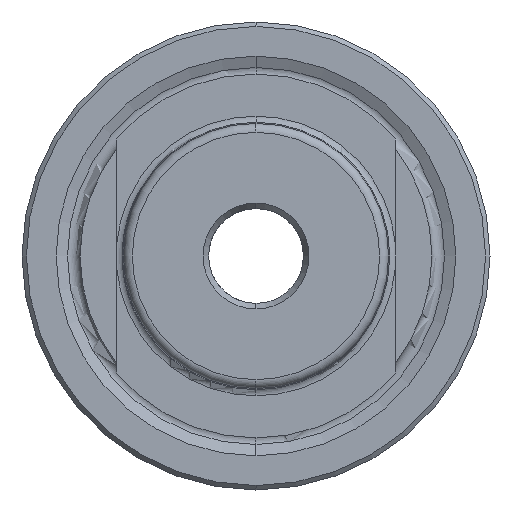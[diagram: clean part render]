
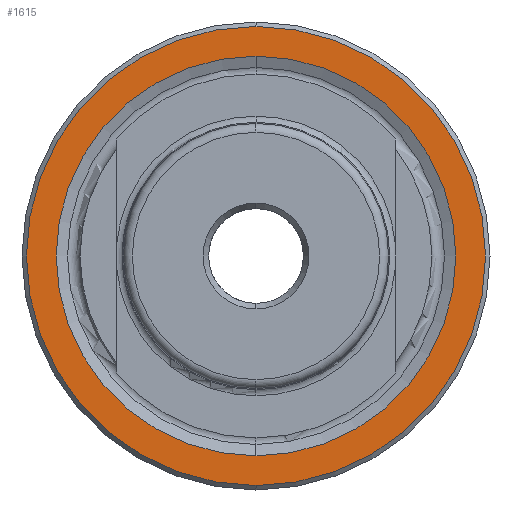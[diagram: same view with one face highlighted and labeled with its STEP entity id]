
A CAD part, left-side view. The second image highlights one B-rep face of the part: STEP entity #1615.
In plain terms, the highlighted planar face has unit normal (-1, 0, 0).
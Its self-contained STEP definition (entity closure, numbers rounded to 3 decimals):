
#363 = FACE_BOUND ( 'NONE', #478, .T. ) ;
#478 = EDGE_LOOP ( 'NONE', ( #1036, #899 ) ) ;
#523 = FACE_OUTER_BOUND ( 'NONE', #3427, .T. ) ;
#639 = DIRECTION ( 'NONE',  ( 0., 0., 1. ) ) ;
#664 = DIRECTION ( 'NONE',  ( -1., 0., 0. ) ) ;
#675 = CARTESIAN_POINT ( 'NONE',  ( 24., 0., 0. ) ) ;
#684 = CIRCLE ( 'NONE', #3143, 20.6 ) ;
#772 = CARTESIAN_POINT ( 'NONE',  ( 24., 0., 20.6 ) ) ;
#805 = ORIENTED_EDGE ( 'NONE', *, *, #4055, .T. ) ;
#851 = ORIENTED_EDGE ( 'NONE', *, *, #2804, .T. ) ;
#853 = DIRECTION ( 'NONE',  ( 0., 0., 1. ) ) ;
#863 = DIRECTION ( 'NONE',  ( -1., 0., 0. ) ) ;
#880 = CARTESIAN_POINT ( 'NONE',  ( 24., 0., 0. ) ) ;
#899 = ORIENTED_EDGE ( 'NONE', *, *, #3861, .F. ) ;
#1036 = ORIENTED_EDGE ( 'NONE', *, *, #2858, .F. ) ;
#1167 = AXIS2_PLACEMENT_3D ( 'NONE', #3165, #3137, #3065 ) ;
#1304 = DIRECTION ( 'NONE',  ( 0., 0., 1. ) ) ;
#1353 = DIRECTION ( 'NONE',  ( -1., 0., 0. ) ) ;
#1360 = VERTEX_POINT ( 'NONE', #4358 ) ;
#1367 = CARTESIAN_POINT ( 'NONE',  ( 24., 0., 0. ) ) ;
#1615 = ADVANCED_FACE ( 'NONE', ( #363, #523 ), #3361, .F. ) ;
#1940 = CARTESIAN_POINT ( 'NONE',  ( 24., 0., 17.932 ) ) ;
#2120 = VERTEX_POINT ( 'NONE', #772 ) ;
#2289 = CIRCLE ( 'NONE', #3199, 20.6 ) ;
#2372 = AXIS2_PLACEMENT_3D ( 'NONE', #3392, #3495, #3349 ) ;
#2650 = CIRCLE ( 'NONE', #1167, 17.932 ) ;
#2804 = EDGE_CURVE ( 'NONE', #1360, #2120, #684, .T. ) ;
#2858 = EDGE_CURVE ( 'NONE', #4392, #3348, #3381, .T. ) ;
#3018 = CARTESIAN_POINT ( 'NONE',  ( 24., 0., -17.932 ) ) ;
#3065 = DIRECTION ( 'NONE',  ( 0., 0., 1. ) ) ;
#3137 = DIRECTION ( 'NONE',  ( -1., 0., 0. ) ) ;
#3143 = AXIS2_PLACEMENT_3D ( 'NONE', #1367, #1353, #1304 ) ;
#3165 = CARTESIAN_POINT ( 'NONE',  ( 24., 0., 0. ) ) ;
#3199 = AXIS2_PLACEMENT_3D ( 'NONE', #675, #664, #639 ) ;
#3348 = VERTEX_POINT ( 'NONE', #3018 ) ;
#3349 = DIRECTION ( 'NONE',  ( 0., 0., -1. ) ) ;
#3361 = PLANE ( 'NONE',  #2372 ) ;
#3381 = CIRCLE ( 'NONE', #3814, 17.932 ) ;
#3392 = CARTESIAN_POINT ( 'NONE',  ( 24., 17.932, 0. ) ) ;
#3427 = EDGE_LOOP ( 'NONE', ( #851, #805 ) ) ;
#3495 = DIRECTION ( 'NONE',  ( 1., 0., 0. ) ) ;
#3814 = AXIS2_PLACEMENT_3D ( 'NONE', #880, #863, #853 ) ;
#3861 = EDGE_CURVE ( 'NONE', #3348, #4392, #2650, .T. ) ;
#4055 = EDGE_CURVE ( 'NONE', #2120, #1360, #2289, .T. ) ;
#4358 = CARTESIAN_POINT ( 'NONE',  ( 24., 0., -20.6 ) ) ;
#4392 = VERTEX_POINT ( 'NONE', #1940 ) ;
